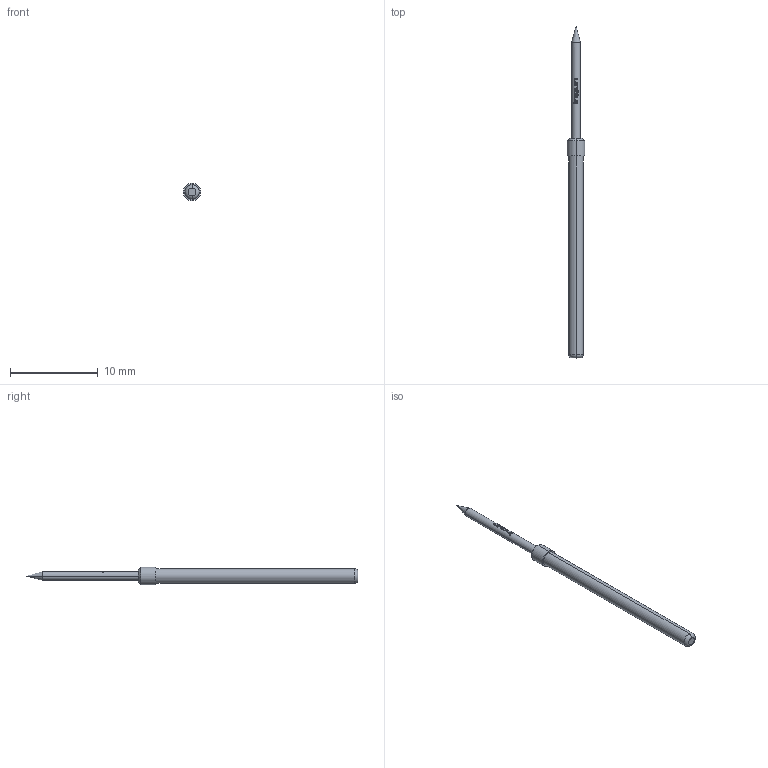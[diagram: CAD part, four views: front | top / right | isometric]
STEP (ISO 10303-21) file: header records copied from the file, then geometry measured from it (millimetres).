
FILE_DESCRIPTION (( 'STEP AP203' ), '1' );
FILE_NAME ('INGUN_GKS-412_201_100_R_xx02.STEP', '2020-09-14T12:49:50', ( '' ), ( '' ), 'SwSTEP 2.0', 'SolidWorks 2018', '' );
FILE_SCHEMA (( 'CONFIG_CONTROL_DESIGN' ));
Length unit declared in the file: millimetre
Products named in the file (1): INGUN_GKS-412_201_100_R_xx02
Bounding box: 2 x 37.8 x 2 mm (x, y, z)
Volume: 64.1 mm3; surface area: 174.7 mm2
Topology: 1 solids, 1 shells, 86 faces, 222 edges, 145 vertices
Faces by surface type: plane 44, bspline 22, cylinder 12, cone 6, torus 2
Entity records: 3621 total; most frequent: CARTESIAN_POINT 1868, ORIENTED_EDGE 440, EDGE_CURVE 220, B_SPLINE_CURVE_WITH_KNOTS 186, DIRECTION 186, VERTEX_POINT 145, EDGE_LOOP 95, AXIS2_PLACEMENT_3D 87
